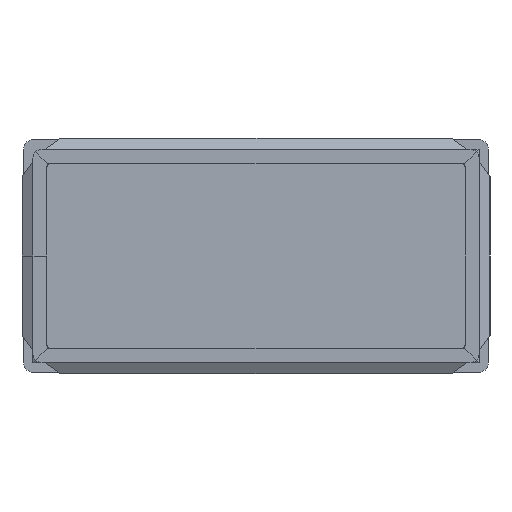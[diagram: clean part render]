
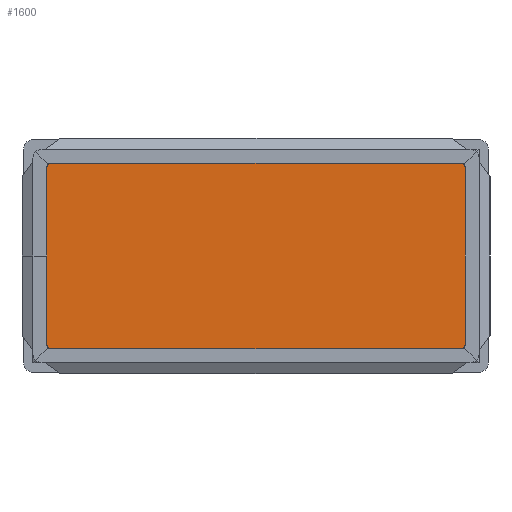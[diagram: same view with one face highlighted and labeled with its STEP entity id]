
A CAD part, front view. The second image highlights one B-rep face of the part: STEP entity #1600.
In plain terms, the highlighted planar face has unit normal (0, -1, 0).
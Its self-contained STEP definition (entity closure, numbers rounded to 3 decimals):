
#25 = CARTESIAN_POINT ( 'NONE',  ( 22., 16.5, 10. ) ) ;
#200 = DIRECTION ( 'NONE',  ( 0., 0., 1. ) ) ;
#245 = VECTOR ( 'NONE', #518, 1000. ) ;
#247 = CARTESIAN_POINT ( 'NONE',  ( 0., 16.5, 0. ) ) ;
#332 = CARTESIAN_POINT ( 'NONE',  ( -22., 16.5, 10. ) ) ;
#350 = AXIS2_PLACEMENT_3D ( 'NONE', #1570, #586, #1093 ) ;
#405 = VECTOR ( 'NONE', #3156, 1000. ) ;
#439 = EDGE_CURVE ( 'NONE', #2749, #965, #1223, .T. ) ;
#518 = DIRECTION ( 'NONE',  ( 0., 0., -1. ) ) ;
#528 = CARTESIAN_POINT ( 'NONE',  ( 22., 16.5, -10. ) ) ;
#542 = DIRECTION ( 'NONE',  ( 0., -1., 0. ) ) ;
#573 = DIRECTION ( 'NONE',  ( 0., 0., 1. ) ) ;
#586 = DIRECTION ( 'NONE',  ( 0., -1., 0. ) ) ;
#601 = ORIENTED_EDGE ( 'NONE', *, *, #855, .F. ) ;
#603 = EDGE_LOOP ( 'NONE', ( #2411, #2685, #2772, #2499, #2251, #2760, #1982, #601, #835 ) ) ;
#616 = CARTESIAN_POINT ( 'NONE',  ( -22.5, 16.5, -10. ) ) ;
#619 = EDGE_CURVE ( 'NONE', #2472, #1699, #2826, .T. ) ;
#629 = EDGE_CURVE ( 'NONE', #2931, #1699, #2004, .T. ) ;
#641 = CARTESIAN_POINT ( 'NONE',  ( -22.5, 16.5, -9.5 ) ) ;
#693 = EDGE_CURVE ( 'NONE', #1466, #1878, #2981, .T. ) ;
#775 = DIRECTION ( 'NONE',  ( 0., 0., 1. ) ) ;
#789 = DIRECTION ( 'NONE',  ( 0., -1., 0. ) ) ;
#835 = ORIENTED_EDGE ( 'NONE', *, *, #619, .T. ) ;
#855 = EDGE_CURVE ( 'NONE', #2472, #965, #1418, .T. ) ;
#868 = LINE ( 'NONE', #616, #1983 ) ;
#904 = CARTESIAN_POINT ( 'NONE',  ( 22., 16.5, -9.5 ) ) ;
#913 = EDGE_CURVE ( 'NONE', #2749, #1466, #868, .T. ) ;
#965 = VERTEX_POINT ( 'NONE', #3024 ) ;
#995 = CARTESIAN_POINT ( 'NONE',  ( -22.5, 16.5, -10. ) ) ;
#1017 = CARTESIAN_POINT ( 'NONE',  ( 22., 16.5, 9.5 ) ) ;
#1018 = VERTEX_POINT ( 'NONE', #332 ) ;
#1093 = DIRECTION ( 'NONE',  ( 0., 0., 1. ) ) ;
#1144 = CARTESIAN_POINT ( 'NONE',  ( -22.5, 16.5, 9.5 ) ) ;
#1223 = CIRCLE ( 'NONE', #350, 0.5 ) ;
#1231 = PLANE ( 'NONE',  #2093 ) ;
#1233 = VERTEX_POINT ( 'NONE', #25 ) ;
#1307 = CARTESIAN_POINT ( 'NONE',  ( -22.5, 16.5, 10. ) ) ;
#1308 = CARTESIAN_POINT ( 'NONE',  ( -22., 16.5, 9.5 ) ) ;
#1418 = LINE ( 'NONE', #2635, #405 ) ;
#1466 = VERTEX_POINT ( 'NONE', #2892 ) ;
#1570 = CARTESIAN_POINT ( 'NONE',  ( -22., 16.5, -9.5 ) ) ;
#1600 = ADVANCED_FACE ( 'NONE', ( #2908 ), #1231, .F. ) ;
#1699 = VERTEX_POINT ( 'NONE', #1709 ) ;
#1709 = CARTESIAN_POINT ( 'NONE',  ( 22.5, 16.5, -9.5 ) ) ;
#1767 = EDGE_CURVE ( 'NONE', #1018, #1233, #2070, .T. ) ;
#1878 = VERTEX_POINT ( 'NONE', #1144 ) ;
#1982 = ORIENTED_EDGE ( 'NONE', *, *, #439, .T. ) ;
#1983 = VECTOR ( 'NONE', #2305, 1000. ) ;
#2004 = LINE ( 'NONE', #2457, #245 ) ;
#2041 = VECTOR ( 'NONE', #2784, 1000. ) ;
#2070 = LINE ( 'NONE', #1307, #2041 ) ;
#2093 = AXIS2_PLACEMENT_3D ( 'NONE', #247, #2970, #200 ) ;
#2251 = ORIENTED_EDGE ( 'NONE', *, *, #693, .F. ) ;
#2280 = CIRCLE ( 'NONE', #2437, 0.5 ) ;
#2305 = DIRECTION ( 'NONE',  ( 0., 0., 1. ) ) ;
#2411 = ORIENTED_EDGE ( 'NONE', *, *, #629, .F. ) ;
#2437 = AXIS2_PLACEMENT_3D ( 'NONE', #1308, #542, #573 ) ;
#2457 = CARTESIAN_POINT ( 'NONE',  ( 22.5, 16.5, -10. ) ) ;
#2472 = VERTEX_POINT ( 'NONE', #528 ) ;
#2493 = DIRECTION ( 'NONE',  ( 0., 0., 1. ) ) ;
#2499 = ORIENTED_EDGE ( 'NONE', *, *, #3038, .T. ) ;
#2521 = DIRECTION ( 'NONE',  ( 0., 0., 1. ) ) ;
#2598 = CIRCLE ( 'NONE', #3102, 0.5 ) ;
#2635 = CARTESIAN_POINT ( 'NONE',  ( -22.5, 16.5, -10. ) ) ;
#2685 = ORIENTED_EDGE ( 'NONE', *, *, #2880, .T. ) ;
#2749 = VERTEX_POINT ( 'NONE', #641 ) ;
#2760 = ORIENTED_EDGE ( 'NONE', *, *, #913, .F. ) ;
#2772 = ORIENTED_EDGE ( 'NONE', *, *, #1767, .F. ) ;
#2784 = DIRECTION ( 'NONE',  ( 1., 0., 0. ) ) ;
#2816 = CARTESIAN_POINT ( 'NONE',  ( 22.5, 16.5, 9.5 ) ) ;
#2826 = CIRCLE ( 'NONE', #3075, 0.5 ) ;
#2880 = EDGE_CURVE ( 'NONE', #2931, #1233, #2598, .T. ) ;
#2892 = CARTESIAN_POINT ( 'NONE',  ( -22.5, 16.5, 0. ) ) ;
#2908 = FACE_OUTER_BOUND ( 'NONE', #603, .T. ) ;
#2931 = VERTEX_POINT ( 'NONE', #2816 ) ;
#2939 = DIRECTION ( 'NONE',  ( 0., -1., 0. ) ) ;
#2970 = DIRECTION ( 'NONE',  ( 0., 1., 0. ) ) ;
#2973 = VECTOR ( 'NONE', #775, 1000. ) ;
#2981 = LINE ( 'NONE', #995, #2973 ) ;
#3024 = CARTESIAN_POINT ( 'NONE',  ( -22., 16.5, -10. ) ) ;
#3038 = EDGE_CURVE ( 'NONE', #1018, #1878, #2280, .T. ) ;
#3075 = AXIS2_PLACEMENT_3D ( 'NONE', #904, #789, #2521 ) ;
#3102 = AXIS2_PLACEMENT_3D ( 'NONE', #1017, #2939, #2493 ) ;
#3156 = DIRECTION ( 'NONE',  ( -1., 0., 0. ) ) ;
